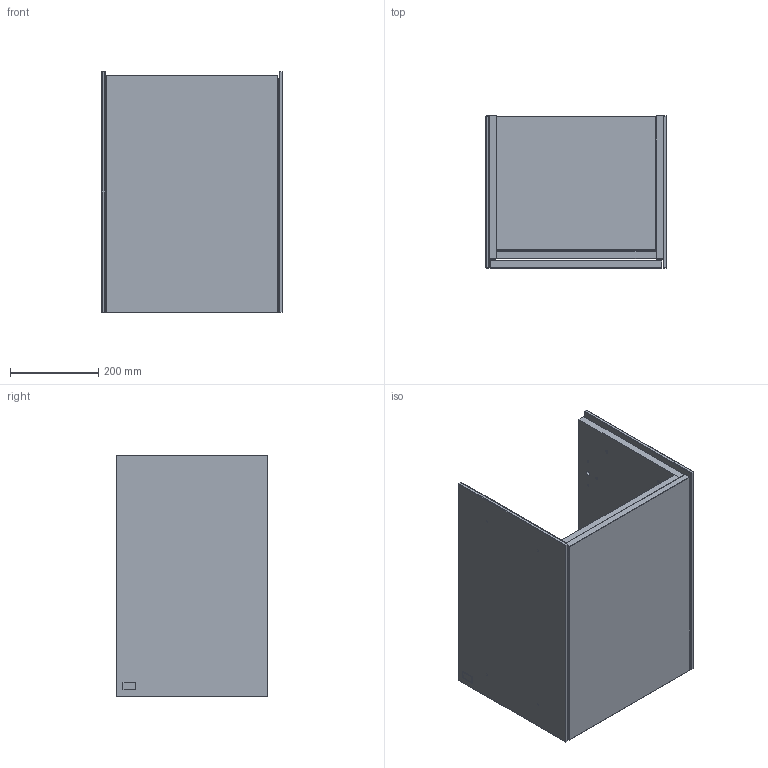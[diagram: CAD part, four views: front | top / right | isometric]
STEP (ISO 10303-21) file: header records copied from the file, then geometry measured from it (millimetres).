
FILE_DESCRIPTION((' '),'2;1');
FILE_NAME('C05000.stp','2022-04-21T14:31:55',(' '),(' '),' ','ACIS',' ');
FILE_SCHEMA(('CONFIG_CONTROL_DESIGN'));
Length unit declared in the file: millimetre
Products named in the file (11): C05000.stp; Körper1; Körper2; Körper3; Körper4; Körper5; Körper6; Körper7; Körper8; Körper9; Körper10
Assembly tree (10 placements, depth 2):
  C05000.stp
    Körper1
    Körper2
    Körper3
    Körper4
    Körper5
    Körper6
    Körper7
    Körper8
    Körper9
    Körper10
Bounding box: 411 x 344 x 546 mm (x, y, z)
Volume: 16231172.7 mm3; surface area: 2621560 mm2
Topology: 10 solids, 10 shells, 300 faces, 568 edges, 360 vertices
Faces by surface type: plane 204, cylinder 92, sphere 4
Full cylindrical faces by diameter (mm): 3 x16, 5 x15, 6.5 x8, 8 x22, 8.02 x18, 10 x3, 35 x2
Entity records: 8498 total; most frequent: DIRECTION 1294, CARTESIAN_POINT 1137, ORIENTED_EDGE 936, AXIS2_PLACEMENT_3D 505, EDGE_LOOP 476, EDGE_CURVE 468, VERTEX_POINT 348, FACE_OUTER_BOUND 300
